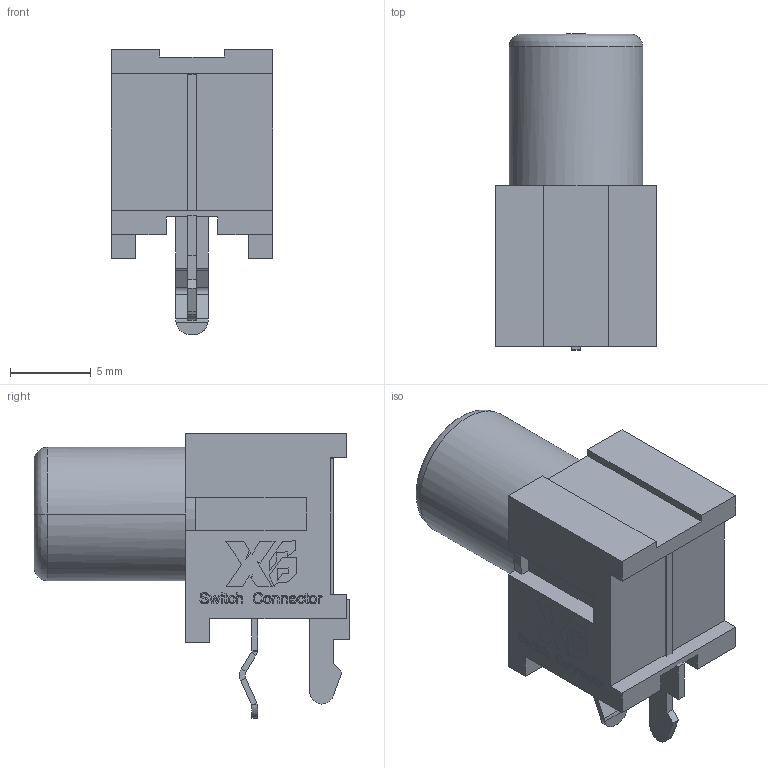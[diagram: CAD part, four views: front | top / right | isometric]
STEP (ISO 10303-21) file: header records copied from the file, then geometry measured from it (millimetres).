
FILE_DESCRIPTION(/* description */ (''),/* implementation_level */ '2;1');
FILE_NAME(/* name */ 'XB-RCA~4',/* time_stamp */ '2024-01-14T19:09:47+08:00',/* author */ (''),/* organization */ (''),/* preprocessor_version */ 'ST-DEVELOPER v16.5',/* originating_system */ '',/* authorisation */ '');
FILE_SCHEMA (('AUTOMOTIVE_DESIGN'));
Length unit declared in the file: millimetre
Products named in the file (3): Document; 2; 3
Assembly tree (2 placements, depth 2):
  Document
    2
    3
Bounding box: 10 x 19.61 x 17.7 mm (x, y, z)
Volume: 1371.7 mm3; surface area: 1271.3 mm2
Topology: 41 solids, 41 shells, 890 faces, 2258 edges, 1498 vertices
Faces by surface type: bspline 627, plane 263
Entity records: 31947 total; most frequent: CARTESIAN_POINT 16847, ORIENTED_EDGE 4516, EDGE_CURVE 2258, B_SPLINE_CURVE_WITH_KNOTS 2130, VERTEX_POINT 1498, EDGE_LOOP 954, ADVANCED_FACE 890, FACE_OUTER_BOUND 890
